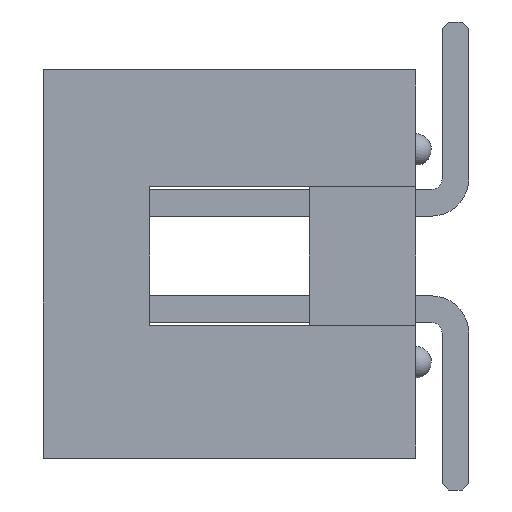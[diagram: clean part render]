
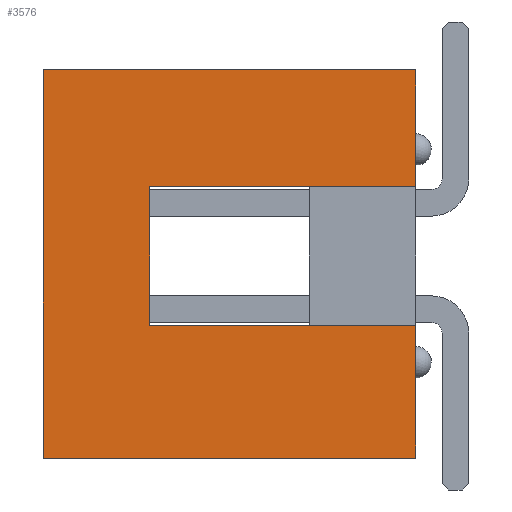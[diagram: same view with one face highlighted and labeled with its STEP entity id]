
A CAD part, left-side view. The second image highlights one B-rep face of the part: STEP entity #3576.
In plain terms, the highlighted planar face has unit normal (-1, 0, 0).
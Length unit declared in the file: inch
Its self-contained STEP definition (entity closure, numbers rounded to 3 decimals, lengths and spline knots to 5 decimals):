
#968=ORIENTED_EDGE('',*,*,#1532,.F.);
#969=ORIENTED_EDGE('',*,*,#1558,.F.);
#970=ORIENTED_EDGE('',*,*,#1555,.F.);
#971=ORIENTED_EDGE('',*,*,#1579,.F.);
#972=ORIENTED_EDGE('',*,*,#1580,.T.);
#973=ORIENTED_EDGE('',*,*,#1581,.T.);
#974=ORIENTED_EDGE('',*,*,#1551,.F.);
#975=ORIENTED_EDGE('',*,*,#1571,.F.);
#1532=EDGE_CURVE('',#1910,#1890,#2348,.T.);
#1551=EDGE_CURVE('',#1929,#1930,#2363,.T.);
#1555=EDGE_CURVE('',#1933,#1934,#2367,.T.);
#1558=EDGE_CURVE('',#1934,#1910,#2370,.T.);
#1571=EDGE_CURVE('',#1890,#1929,#2383,.T.);
#1579=EDGE_CURVE('',#1944,#1933,#2391,.T.);
#1580=EDGE_CURVE('',#1944,#1945,#2392,.T.);
#1581=EDGE_CURVE('',#1945,#1930,#2393,.T.);
#1890=VERTEX_POINT('',#5579);
#1910=VERTEX_POINT('',#5620);
#1929=VERTEX_POINT('',#5659);
#1930=VERTEX_POINT('',#5661);
#1933=VERTEX_POINT('',#5667);
#1934=VERTEX_POINT('',#5669);
#1944=VERTEX_POINT('',#5711);
#1945=VERTEX_POINT('',#5713);
#2348=LINE('',#5621,#2822);
#2363=LINE('',#5660,#2837);
#2367=LINE('',#5668,#2841);
#2370=LINE('',#5673,#2844);
#2383=LINE('',#5696,#2857);
#2391=LINE('',#5710,#2865);
#2392=LINE('',#5712,#2866);
#2393=LINE('',#5714,#2867);
#2822=VECTOR('',#4595,39.37008);
#2837=VECTOR('',#4620,39.37008);
#2841=VECTOR('',#4624,39.37008);
#2844=VECTOR('',#4629,39.37008);
#2857=VECTOR('',#4652,39.37008);
#2865=VECTOR('',#4664,39.37008);
#2866=VECTOR('',#4665,39.37008);
#2867=VECTOR('',#4666,39.37008);
#3058=EDGE_LOOP('',(#968,#969,#970,#971,#972,#973,#974,#975));
#3240=FACE_BOUND('',#3058,.T.);
#3402=PLANE('',#3830);
#3576=ADVANCED_FACE('',(#3240),#3402,.F.);
#3830=AXIS2_PLACEMENT_3D('',#5709,#4662,#4663);
#4595=DIRECTION('',(0.,0.,1.));
#4620=DIRECTION('',(0.,0.,-1.));
#4624=DIRECTION('',(0.,0.,-1.));
#4629=DIRECTION('',(0.,1.,0.));
#4652=DIRECTION('',(0.,-1.,0.));
#4662=DIRECTION('',(1.,0.,0.));
#4663=DIRECTION('',(0.,0.,-1.));
#4664=DIRECTION('',(0.,-1.,0.));
#4665=DIRECTION('',(0.,0.,1.));
#4666=DIRECTION('',(0.,-1.,0.));
#5579=CARTESIAN_POINT('',(-0.35,0.35,0.175));
#5620=CARTESIAN_POINT('',(-0.35,0.35,-0.19));
#5621=CARTESIAN_POINT('',(-0.35,0.35,-0.19));
#5659=CARTESIAN_POINT('',(-0.35,0.,0.175));
#5660=CARTESIAN_POINT('',(-0.35,0.,0.175));
#5661=CARTESIAN_POINT('',(-0.35,0.,0.065));
#5667=CARTESIAN_POINT('',(-0.35,0.,-0.065));
#5668=CARTESIAN_POINT('',(-0.35,0.,0.175));
#5669=CARTESIAN_POINT('',(-0.35,0.,-0.19));
#5673=CARTESIAN_POINT('',(-0.35,0.,-0.19));
#5696=CARTESIAN_POINT('',(-0.35,0.35,0.175));
#5709=CARTESIAN_POINT('',(-0.35,0.,0.));
#5710=CARTESIAN_POINT('',(-0.35,0.25,-0.065));
#5711=CARTESIAN_POINT('',(-0.35,0.25,-0.065));
#5712=CARTESIAN_POINT('',(-0.35,0.25,0.));
#5713=CARTESIAN_POINT('',(-0.35,0.25,0.065));
#5714=CARTESIAN_POINT('',(-0.35,0.25,0.065));
